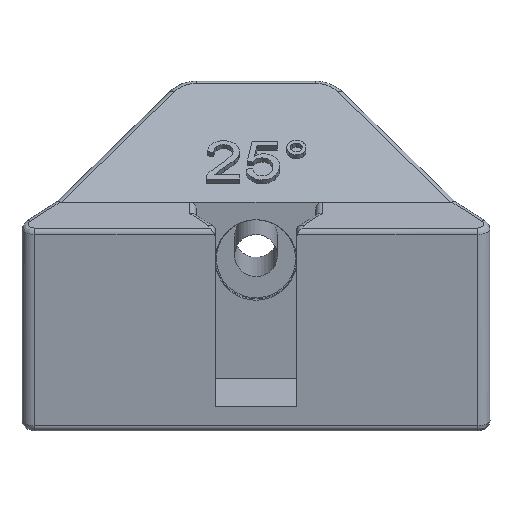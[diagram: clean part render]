
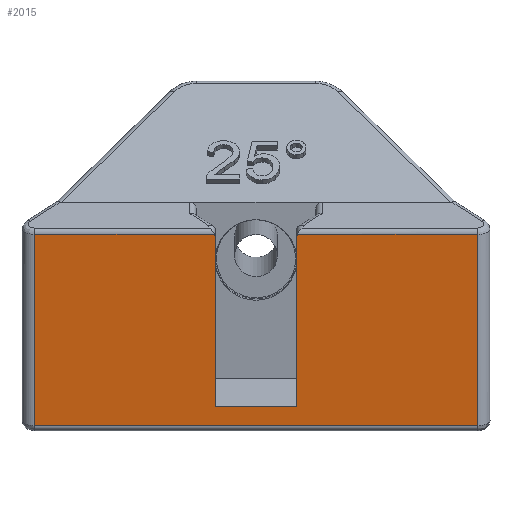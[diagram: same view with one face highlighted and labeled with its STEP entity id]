
A CAD part, isometric view. The second image highlights one B-rep face of the part: STEP entity #2015.
In plain terms, the highlighted planar face has unit normal (-0.641, -0.641, 0.423).
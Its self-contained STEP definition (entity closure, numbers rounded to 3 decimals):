
#82=ELLIPSE('',#2087,0.552,0.5);
#84=ELLIPSE('',#2090,0.552,0.5);
#368=FACE_OUTER_BOUND('',#488,.T.);
#488=EDGE_LOOP('',(#1861,#1862,#1863,#1864,#1865,#1866,#1867,#1868,#1869,
#1870));
#578=LINE('',#3949,#724);
#593=LINE('',#4061,#739);
#597=LINE('',#4067,#743);
#598=LINE('',#4070,#744);
#603=LINE('',#4081,#749);
#628=LINE('',#4173,#774);
#630=LINE('',#4177,#776);
#634=LINE('',#4184,#780);
#724=VECTOR('',#2300,10.);
#739=VECTOR('',#2357,10.);
#743=VECTOR('',#2365,10.);
#744=VECTOR('',#2368,10.);
#749=VECTOR('',#2379,10.);
#774=VECTOR('',#2484,10.);
#776=VECTOR('',#2488,10.);
#780=VECTOR('',#2496,10.);
#912=VERTEX_POINT('',#3760);
#913=VERTEX_POINT('',#3805);
#918=VERTEX_POINT('',#3856);
#925=VERTEX_POINT('',#3940);
#941=VERTEX_POINT('',#4069);
#944=VERTEX_POINT('',#4080);
#946=VERTEX_POINT('',#4085);
#949=VERTEX_POINT('',#4094);
#971=VERTEX_POINT('',#4172);
#972=VERTEX_POINT('',#4176);
#1184=EDGE_CURVE('',#925,#918,#578,.T.);
#1212=EDGE_CURVE('',#913,#925,#593,.T.);
#1216=EDGE_CURVE('',#918,#912,#597,.T.);
#1217=EDGE_CURVE('',#941,#913,#598,.T.);
#1223=EDGE_CURVE('',#912,#944,#603,.T.);
#1226=EDGE_CURVE('',#946,#941,#82,.T.);
#1230=EDGE_CURVE('',#944,#949,#84,.T.);
#1266=EDGE_CURVE('',#971,#949,#628,.T.);
#1268=EDGE_CURVE('',#972,#971,#630,.T.);
#1272=EDGE_CURVE('',#946,#972,#634,.T.);
#1861=ORIENTED_EDGE('',*,*,#1226,.F.);
#1862=ORIENTED_EDGE('',*,*,#1272,.T.);
#1863=ORIENTED_EDGE('',*,*,#1268,.T.);
#1864=ORIENTED_EDGE('',*,*,#1266,.T.);
#1865=ORIENTED_EDGE('',*,*,#1230,.F.);
#1866=ORIENTED_EDGE('',*,*,#1223,.F.);
#1867=ORIENTED_EDGE('',*,*,#1216,.F.);
#1868=ORIENTED_EDGE('',*,*,#1184,.F.);
#1869=ORIENTED_EDGE('',*,*,#1212,.F.);
#1870=ORIENTED_EDGE('',*,*,#1217,.F.);
#1902=PLANE('',#2128);
#2015=ADVANCED_FACE('',(#368),#1902,.T.);
#2087=AXIS2_PLACEMENT_3D('',#4087,#2385,#2386);
#2090=AXIS2_PLACEMENT_3D('',#4095,#2393,#2394);
#2128=AXIS2_PLACEMENT_3D('',#4185,#2497,#2498);
#2300=DIRECTION('',(-0.707,0.707,0.));
#2357=DIRECTION('',(-0.299,-0.299,-0.906));
#2365=DIRECTION('',(0.299,0.299,0.906));
#2368=DIRECTION('',(0.707,-0.707,0.));
#2379=DIRECTION('',(0.707,-0.707,0.));
#2385=DIRECTION('center_axis',(0.641,0.641,-0.423));
#2386=DIRECTION('ref_axis',(0.299,0.299,0.906));
#2393=DIRECTION('center_axis',(0.641,0.641,-0.423));
#2394=DIRECTION('ref_axis',(0.299,0.299,0.906));
#2484=DIRECTION('',(0.299,0.299,0.906));
#2488=DIRECTION('',(-0.707,0.707,0.));
#2496=DIRECTION('',(-0.299,-0.299,-0.906));
#2497=DIRECTION('center_axis',(-0.641,-0.641,0.423));
#2498=DIRECTION('ref_axis',(0.707,-0.707,0.));
#3760=CARTESIAN_POINT('',(-4.709,20.161,43.311));
#3805=CARTESIAN_POINT('',(20.161,-4.709,43.311));
#3856=CARTESIAN_POINT('',(-9.325,15.545,29.311));
#3940=CARTESIAN_POINT('',(15.545,-9.325,29.311));
#3949=CARTESIAN_POINT('',(-3.961,10.181,29.311));
#4061=CARTESIAN_POINT('',(21.838,-3.032,48.398));
#4067=CARTESIAN_POINT('',(-3.032,21.838,48.398));
#4069=CARTESIAN_POINT('',(10.057,5.395,43.311));
#4070=CARTESIAN_POINT('',(7.478,7.973,43.311));
#4080=CARTESIAN_POINT('',(5.395,10.057,43.311));
#4081=CARTESIAN_POINT('',(7.478,7.973,43.311));
#4085=CARTESIAN_POINT('',(9.954,5.358,43.1));
#4087=CARTESIAN_POINT('Origin',(10.308,5.005,43.1));
#4094=CARTESIAN_POINT('',(5.358,9.954,43.1));
#4095=CARTESIAN_POINT('Origin',(5.005,10.308,43.1));
#4172=CARTESIAN_POINT('',(1.269,5.866,30.7));
#4173=CARTESIAN_POINT('',(7.105,11.701,48.398));
#4176=CARTESIAN_POINT('',(5.866,1.269,30.7));
#4177=CARTESIAN_POINT('',(-3.503,10.639,30.7));
#4184=CARTESIAN_POINT('',(11.701,7.105,48.398));
#4185=CARTESIAN_POINT('Origin',(-4.739,23.545,48.398));
